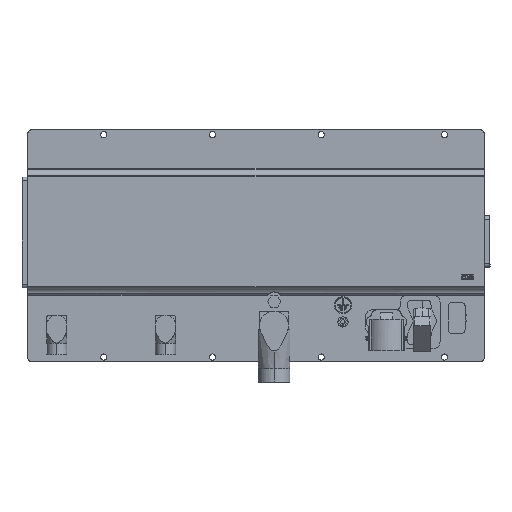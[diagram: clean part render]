
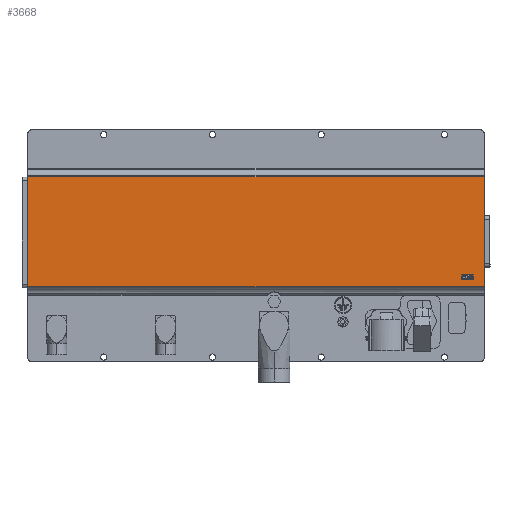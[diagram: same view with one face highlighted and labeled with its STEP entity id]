
A CAD part, front view. The second image highlights one B-rep face of the part: STEP entity #3668.
In plain terms, the highlighted face is planar.
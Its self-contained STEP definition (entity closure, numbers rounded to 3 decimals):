
#723 = LINE ( 'NONE', #8406, #1583 ) ;
#1267 = EDGE_CURVE ( 'NONE', #7791, #14253, #9662, .T. ) ;
#1583 = VECTOR ( 'NONE', #8528, 1000. ) ;
#1873 = CARTESIAN_POINT ( 'NONE',  ( 0., 216.129, -1.1 ) ) ;
#1885 = VERTEX_POINT ( 'NONE', #14057 ) ;
#2139 = CARTESIAN_POINT ( 'NONE',  ( 1100., 64.871, -1.1 ) ) ;
#2232 = CARTESIAN_POINT ( 'NONE',  ( 630., 216.129, -1.1 ) ) ;
#2560 = EDGE_CURVE ( 'NONE', #11646, #1885, #723, .T. ) ;
#2734 = PLANE ( 'NONE',  #7245 ) ;
#2932 = VECTOR ( 'NONE', #11255, 1000. ) ;
#3096 = ORIENTED_EDGE ( 'NONE', *, *, #2560, .T. ) ;
#3435 = CARTESIAN_POINT ( 'NONE',  ( 0., 218., -1.1 ) ) ;
#3668 = ADVANCED_FACE ( 'NONE', ( #6522 ), #2734, .T. ) ;
#3680 = ORIENTED_EDGE ( 'NONE', *, *, #19021, .T. ) ;
#4516 = CARTESIAN_POINT ( 'NONE',  ( 0., 0., -1.1 ) ) ;
#5974 = EDGE_CURVE ( 'NONE', #1885, #7078, #7156, .T. ) ;
#6522 = FACE_OUTER_BOUND ( 'NONE', #18233, .T. ) ;
#6528 = DIRECTION ( 'NONE',  ( -1., 0., 0. ) ) ;
#6949 = DIRECTION ( 'NONE',  ( 0., -1., 0. ) ) ;
#7078 = VERTEX_POINT ( 'NONE', #8114 ) ;
#7156 = LINE ( 'NONE', #18127, #18509 ) ;
#7245 = AXIS2_PLACEMENT_3D ( 'NONE', #4516, #12225, #23452 ) ;
#7254 = CARTESIAN_POINT ( 'NONE',  ( 0., 121.321, -1.1 ) ) ;
#7451 = DIRECTION ( 'NONE',  ( 1., 0., 0. ) ) ;
#7640 = DIRECTION ( 'NONE',  ( 0., -1., 0. ) ) ;
#7791 = VERTEX_POINT ( 'NONE', #18365 ) ;
#7909 = VERTEX_POINT ( 'NONE', #13340 ) ;
#8059 = LINE ( 'NONE', #2139, #21776 ) ;
#8114 = CARTESIAN_POINT ( 'NONE',  ( 630., 215.179, -1.1 ) ) ;
#8406 = CARTESIAN_POINT ( 'NONE',  ( 630., 218., -1.1 ) ) ;
#8482 = VECTOR ( 'NONE', #7451, 1000. ) ;
#8528 = DIRECTION ( 'NONE',  ( 0., 1., 0. ) ) ;
#9662 = LINE ( 'NONE', #24779, #21206 ) ;
#11255 = DIRECTION ( 'NONE',  ( 0., -1., 0. ) ) ;
#11646 = VERTEX_POINT ( 'NONE', #20467 ) ;
#12225 = DIRECTION ( 'NONE',  ( 0., 0., 1. ) ) ;
#12636 = DIRECTION ( 'NONE',  ( 0., 1., 0. ) ) ;
#12642 = ORIENTED_EDGE ( 'NONE', *, *, #14691, .F. ) ;
#13135 = ORIENTED_EDGE ( 'NONE', *, *, #1267, .T. ) ;
#13340 = CARTESIAN_POINT ( 'NONE',  ( 0., 64.871, -1.1 ) ) ;
#13576 = ORIENTED_EDGE ( 'NONE', *, *, #5974, .T. ) ;
#13768 = VERTEX_POINT ( 'NONE', #1873 ) ;
#13951 = VERTEX_POINT ( 'NONE', #2232 ) ;
#14057 = CARTESIAN_POINT ( 'NONE',  ( 630., 67.821, -1.1 ) ) ;
#14253 = VERTEX_POINT ( 'NONE', #7254 ) ;
#14420 = EDGE_CURVE ( 'NONE', #7078, #13951, #18171, .T. ) ;
#14572 = EDGE_CURVE ( 'NONE', #13768, #13951, #17161, .T. ) ;
#14620 = DIRECTION ( 'NONE',  ( 0., 1., 0. ) ) ;
#14671 = CARTESIAN_POINT ( 'NONE',  ( 0., 218., -1.1 ) ) ;
#14691 = EDGE_CURVE ( 'NONE', #11646, #7909, #8059, .T. ) ;
#15758 = VECTOR ( 'NONE', #12636, 1000. ) ;
#16499 = ORIENTED_EDGE ( 'NONE', *, *, #14572, .F. ) ;
#16542 = LINE ( 'NONE', #14671, #17027 ) ;
#17027 = VECTOR ( 'NONE', #6949, 1000. ) ;
#17161 = LINE ( 'NONE', #18796, #8482 ) ;
#18127 = CARTESIAN_POINT ( 'NONE',  ( 630., 218., -1.1 ) ) ;
#18168 = EDGE_CURVE ( 'NONE', #13768, #7791, #16542, .T. ) ;
#18171 = LINE ( 'NONE', #20563, #15758 ) ;
#18233 = EDGE_LOOP ( 'NONE', ( #13576, #24099, #16499, #18473, #13135, #3680, #12642, #3096 ) ) ;
#18365 = CARTESIAN_POINT ( 'NONE',  ( 0., 186.679, -1.1 ) ) ;
#18473 = ORIENTED_EDGE ( 'NONE', *, *, #18168, .T. ) ;
#18509 = VECTOR ( 'NONE', #14620, 1000. ) ;
#18681 = LINE ( 'NONE', #3435, #2932 ) ;
#18796 = CARTESIAN_POINT ( 'NONE',  ( 1100., 216.129, -1.1 ) ) ;
#19021 = EDGE_CURVE ( 'NONE', #14253, #7909, #18681, .T. ) ;
#20467 = CARTESIAN_POINT ( 'NONE',  ( 630., 64.871, -1.1 ) ) ;
#20563 = CARTESIAN_POINT ( 'NONE',  ( 630., 218., -1.1 ) ) ;
#21206 = VECTOR ( 'NONE', #7640, 1000. ) ;
#21776 = VECTOR ( 'NONE', #6528, 1000. ) ;
#23452 = DIRECTION ( 'NONE',  ( 0., 1., 0. ) ) ;
#24099 = ORIENTED_EDGE ( 'NONE', *, *, #14420, .T. ) ;
#24779 = CARTESIAN_POINT ( 'NONE',  ( 0., 118.5, -1.1 ) ) ;
